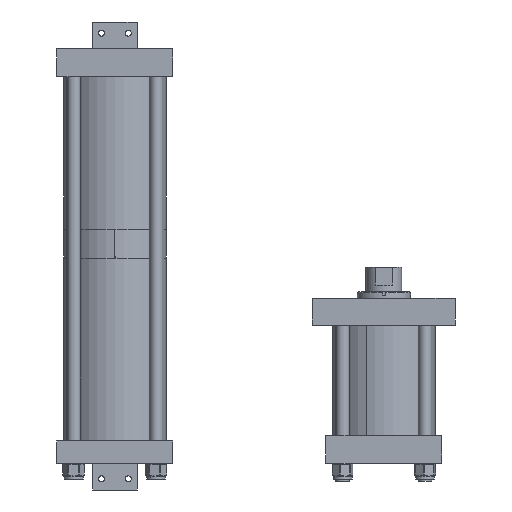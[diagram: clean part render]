
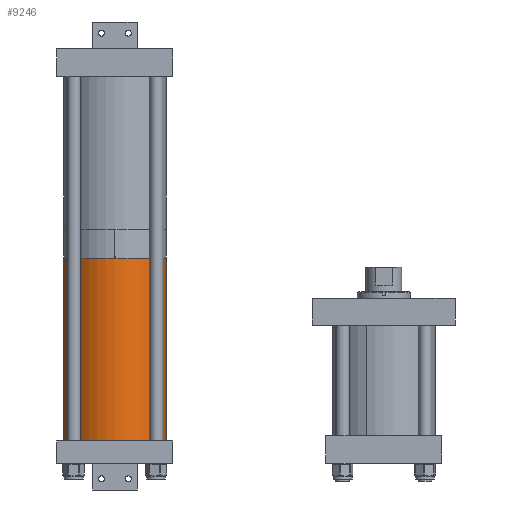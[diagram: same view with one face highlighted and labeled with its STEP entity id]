
A CAD part, front view. The second image highlights one B-rep face of the part: STEP entity #9246.
In plain terms, the highlighted cylindrical face has radius 73.025 mm (diameter 146.05 mm), a partial arc.
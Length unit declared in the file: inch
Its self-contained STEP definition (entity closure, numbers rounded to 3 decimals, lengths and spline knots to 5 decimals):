
#248 = CYLINDRICAL_SURFACE ( 'NONE', #2187, 2.875 ) ;
#825 = VECTOR ( 'NONE', #3335, 39.37008 ) ;
#1241 = LINE ( 'NONE', #10379, #825 ) ;
#1652 = AXIS2_PLACEMENT_3D ( 'NONE', #2446, #11600, #4535 ) ;
#1979 = EDGE_CURVE ( 'NONE', #11108, #10955, #13361, .T. ) ;
#2185 = VERTEX_POINT ( 'NONE', #14534 ) ;
#2187 = AXIS2_PLACEMENT_3D ( 'NONE', #9379, #2323, #11479 ) ;
#2323 = DIRECTION ( 'NONE',  ( -1., 0., 0. ) ) ;
#2378 = DIRECTION ( 'NONE',  ( 1., 0., 0. ) ) ;
#2446 = CARTESIAN_POINT ( 'NONE',  ( 10.264, 0., 0. ) ) ;
#3335 = DIRECTION ( 'NONE',  ( -1., 0., 0. ) ) ;
#3502 = ORIENTED_EDGE ( 'NONE', *, *, #14134, .T. ) ;
#3605 = CARTESIAN_POINT ( 'NONE',  ( 10.264, 0., 2.875 ) ) ;
#3696 = ORIENTED_EDGE ( 'NONE', *, *, #12957, .F. ) ;
#4319 = ORIENTED_EDGE ( 'NONE', *, *, #1979, .T. ) ;
#4530 = CIRCLE ( 'NONE', #1652, 2.875 ) ;
#4535 = DIRECTION ( 'NONE',  ( 0., 0., -1. ) ) ;
#5440 = VECTOR ( 'NONE', #15430, 39.37008 ) ;
#5526 = VERTEX_POINT ( 'NONE', #5660 ) ;
#5608 = EDGE_CURVE ( 'NONE', #5526, #2185, #1241, .T. ) ;
#5660 = CARTESIAN_POINT ( 'NONE',  ( 10.264, 0., -2.875 ) ) ;
#6308 = CARTESIAN_POINT ( 'NONE',  ( 10.264, 0., 2.875 ) ) ;
#6832 = AXIS2_PLACEMENT_3D ( 'NONE', #9444, #2378, #11535 ) ;
#9246 = ADVANCED_FACE ( 'NONE', ( #15124 ), #248, .T. ) ;
#9379 = CARTESIAN_POINT ( 'NONE',  ( 10.264, 0., 0. ) ) ;
#9444 = CARTESIAN_POINT ( 'NONE',  ( 0., 0., 0. ) ) ;
#9741 = CIRCLE ( 'NONE', #6832, 2.875 ) ;
#10379 = CARTESIAN_POINT ( 'NONE',  ( 10.264, 0., -2.875 ) ) ;
#10955 = VERTEX_POINT ( 'NONE', #11516 ) ;
#11108 = VERTEX_POINT ( 'NONE', #3605 ) ;
#11479 = DIRECTION ( 'NONE',  ( 0., 0., 1. ) ) ;
#11516 = CARTESIAN_POINT ( 'NONE',  ( 0., 0., 2.875 ) ) ;
#11535 = DIRECTION ( 'NONE',  ( 0., 0., -1. ) ) ;
#11600 = DIRECTION ( 'NONE',  ( 1., 0., 0. ) ) ;
#12613 = EDGE_LOOP ( 'NONE', ( #15511, #3696, #4319, #3502 ) ) ;
#12957 = EDGE_CURVE ( 'NONE', #11108, #5526, #4530, .T. ) ;
#13361 = LINE ( 'NONE', #6308, #5440 ) ;
#14134 = EDGE_CURVE ( 'NONE', #10955, #2185, #9741, .T. ) ;
#14534 = CARTESIAN_POINT ( 'NONE',  ( 0., 0., -2.875 ) ) ;
#15124 = FACE_OUTER_BOUND ( 'NONE', #12613, .T. ) ;
#15430 = DIRECTION ( 'NONE',  ( -1., 0., 0. ) ) ;
#15511 = ORIENTED_EDGE ( 'NONE', *, *, #5608, .F. ) ;
